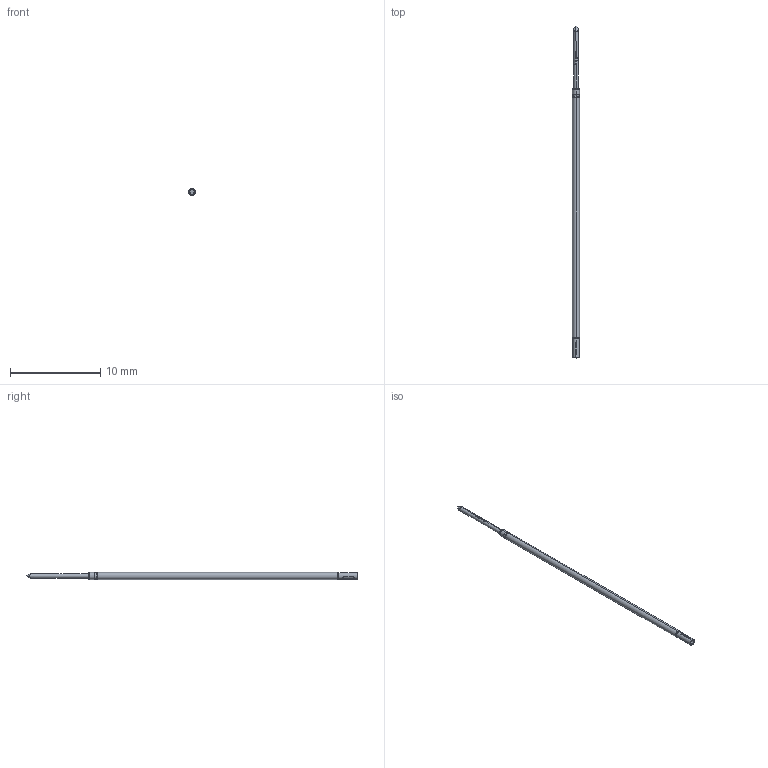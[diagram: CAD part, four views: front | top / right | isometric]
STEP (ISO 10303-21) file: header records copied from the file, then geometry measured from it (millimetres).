
FILE_DESCRIPTION (( 'STEP AP203' ), '1' );
FILE_NAME ('INGUN_S-039_297_050_A_xx00_ES.STEP', '2022-01-28T08:26:59', ( 'ochi' ), ( '' ), 'SwSTEP 2.0', 'SolidWorks 2018', '' );
FILE_SCHEMA (( 'CONFIG_CONTROL_DESIGN' ));
Length unit declared in the file: millimetre
Products named in the file (1): INGUN_S-039_297_050_A_xx00_ES
Bounding box: 0.78 x 36.83 x 0.78 mm (x, y, z)
Volume: 14.8 mm3; surface area: 87.7 mm2
Topology: 1 solids, 1 shells, 135 faces, 357 edges, 231 vertices
Faces by surface type: plane 53, bspline 34, cylinder 34, torus 14
Entity records: 5270 total; most frequent: CARTESIAN_POINT 2080, ORIENTED_EDGE 714, DIRECTION 571, EDGE_CURVE 357, VERTEX_POINT 231, AXIS2_PLACEMENT_3D 230, EDGE_LOOP 142, FACE_OUTER_BOUND 135
